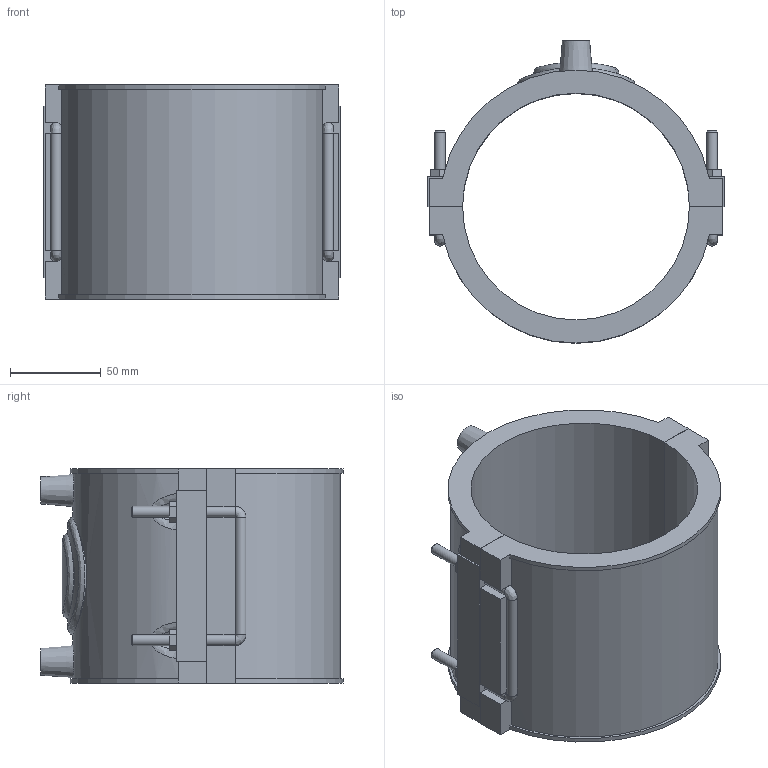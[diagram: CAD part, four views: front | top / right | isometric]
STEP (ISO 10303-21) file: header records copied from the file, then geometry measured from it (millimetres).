
FILE_DESCRIPTION(/* description */ ('PLASSON REPAIR SADDLE 125'),/* implementation_level */ '2;1');
FILE_NAME(/* name */ '495204125.ipt.stp',/* time_stamp */ '2017-11-06T09:18:11+02:00',/* author */ ('KIM'),/* organization */ (''),/* preprocessor_version */ 'ST-DEVELOPER v15.6',/* originating_system */ 'Autodesk Inventor 2015',/* authorisation */ '');
FILE_SCHEMA (('AUTOMOTIVE_DESIGN { 1 0 10303 214 3 1 1 }'));
Length unit declared in the file: millimetre
Products named in the file (1): 495204125
Bounding box: 164 x 166.72 x 118 mm (x, y, z)
Volume: 659041.2 mm3; surface area: 136505.1 mm2
Topology: 1 solids, 1 shells, 141 faces, 368 edges, 233 vertices
Faces by surface type: plane 88, cylinder 37, bspline 10, cone 6
Full cylindrical faces by diameter (mm): 4 x2, 6 x10, 10 x2
Entity records: 5020 total; most frequent: CARTESIAN_POINT 1724, ORIENTED_EDGE 678, DIRECTION 631, EDGE_CURVE 337, VERTEX_POINT 228, LINE 211, VECTOR 211, AXIS2_PLACEMENT_3D 210
